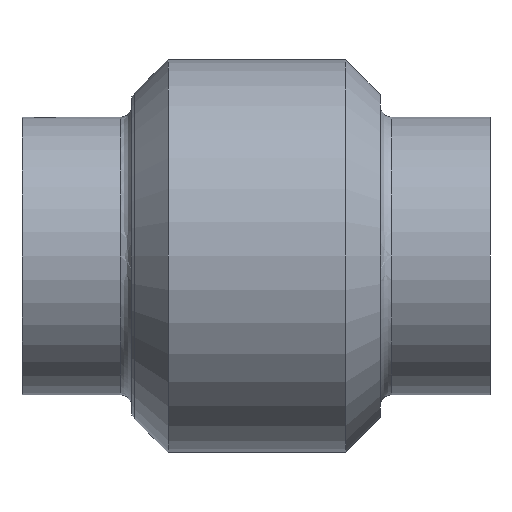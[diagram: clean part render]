
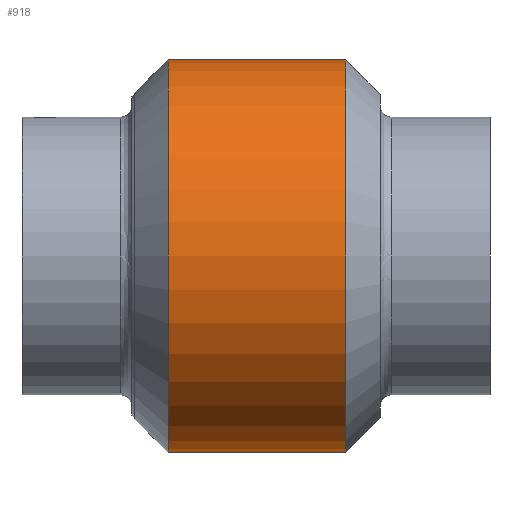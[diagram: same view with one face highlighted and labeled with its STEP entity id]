
A CAD part, front view. The second image highlights one B-rep face of the part: STEP entity #918.
In plain terms, the highlighted cylindrical face has radius 53.975 mm (diameter 107.95 mm), a full revolution.
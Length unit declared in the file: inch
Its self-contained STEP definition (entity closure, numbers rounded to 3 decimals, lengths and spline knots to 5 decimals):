
#613=CARTESIAN_POINT('',(14.9359,9.73587,0.0));
#614=VERTEX_POINT('',#613);
#615=CARTESIAN_POINT('',(14.2609,9.73587,0.0));
#616=VERTEX_POINT('',#615);
#617=CARTESIAN_POINT('',(14.9359,9.73587,0.));
#618=CARTESIAN_POINT('',(14.9359,9.73587,0.04241));
#619=CARTESIAN_POINT('',(14.92738,9.73447,0.08759));
#620=CARTESIAN_POINT('',(14.89284,9.72942,0.17058));
#621=CARTESIAN_POINT('',(14.86683,9.72584,0.2084));
#622=CARTESIAN_POINT('',(14.80693,9.71911,0.26806));
#623=CARTESIAN_POINT('',(14.76904,9.71552,0.29391));
#624=CARTESIAN_POINT('',(14.68597,9.71044,0.32821));
#625=CARTESIAN_POINT('',(14.64079,9.70903,0.33666));
#626=CARTESIAN_POINT('',(14.55601,9.70903,0.33666));
#627=CARTESIAN_POINT('',(14.51083,9.71044,0.32821));
#628=CARTESIAN_POINT('',(14.42777,9.71552,0.29391));
#629=CARTESIAN_POINT('',(14.38987,9.71911,0.26806));
#630=CARTESIAN_POINT('',(14.32998,9.72584,0.2084));
#631=CARTESIAN_POINT('',(14.30397,9.72942,0.17058));
#632=CARTESIAN_POINT('',(14.26943,9.73447,0.08759));
#633=CARTESIAN_POINT('',(14.2609,9.73587,0.04241));
#634=CARTESIAN_POINT('',(14.2609,9.73587,0.0));
#635=B_SPLINE_CURVE_WITH_KNOTS('',3,(#617,#618,#619,#620,#621,#622,#623,#624,#625,#626,#627,#628,#629,#630,#631,#632,#633,#634),.UNSPECIFIED.,.F.,.U.,(4,2,2,2,2,2,2,2,4),(0.50882,0.63606,0.7633,0.89047,1.01764,1.14481,1.27198,1.39922,1.52646),.UNSPECIFIED.);
#636=EDGE_CURVE('',#614,#616,#635,.T.);
#638=CARTESIAN_POINT('',(14.2609,9.73587,0.));
#639=CARTESIAN_POINT('',(14.2609,9.73587,-0.04241));
#640=CARTESIAN_POINT('',(14.26943,9.73447,-0.08759));
#641=CARTESIAN_POINT('',(14.30397,9.72942,-0.17058));
#642=CARTESIAN_POINT('',(14.32998,9.72584,-0.2084));
#643=CARTESIAN_POINT('',(14.38987,9.71911,-0.26806));
#644=CARTESIAN_POINT('',(14.42777,9.71552,-0.29391));
#645=CARTESIAN_POINT('',(14.51083,9.71044,-0.32821));
#646=CARTESIAN_POINT('',(14.55601,9.70903,-0.33666));
#647=CARTESIAN_POINT('',(14.5984,9.70903,-0.33666));
#648=CARTESIAN_POINT('',(14.64079,9.70903,-0.33666));
#649=CARTESIAN_POINT('',(14.68597,9.71044,-0.32821));
#650=CARTESIAN_POINT('',(14.76904,9.71552,-0.29391));
#651=CARTESIAN_POINT('',(14.80693,9.71911,-0.26806));
#652=CARTESIAN_POINT('',(14.86683,9.72584,-0.2084));
#653=CARTESIAN_POINT('',(14.89284,9.72942,-0.17058));
#654=CARTESIAN_POINT('',(14.92738,9.73447,-0.08759));
#655=CARTESIAN_POINT('',(14.9359,9.73587,-0.04241));
#656=CARTESIAN_POINT('',(14.9359,9.73587,0.));
#657=B_SPLINE_CURVE_WITH_KNOTS('',3,(#638,#639,#640,#641,#642,#643,#644,#645,#646,#647,#648,#649,#650,#651,#652,#653,#654,#655,#656),.UNSPECIFIED.,.F.,.U.,(4,2,2,2,3,2,2,2,4),(1.52646,1.6537,1.78094,1.9081,2.03527,2.16244,2.28961,2.41685,2.54409),.UNSPECIFIED.);
#658=EDGE_CURVE('',#616,#614,#657,.T.);
#880=CARTESIAN_POINT('',(15.3634,9.73587,0.0));
#881=VERTEX_POINT('',#880);
#882=CARTESIAN_POINT('',(15.3634,7.61087,0.0));
#883=DIRECTION('',(-1.0,0.0,0.0));
#884=DIRECTION('',(0.0,1.0,0.0));
#885=AXIS2_PLACEMENT_3D('',#882,#883,#884);
#886=CIRCLE('',#885,2.125);
#887=EDGE_CURVE('',#881,#881,#886,.T.);
#895=CARTESIAN_POINT('',(14.40465,7.61087,0.0));
#896=DIRECTION('',(-1.0,0.0,0.0));
#897=DIRECTION('',(0.0,1.0,0.0));
#898=AXIS2_PLACEMENT_3D('',#895,#896,#897);
#899=CYLINDRICAL_SURFACE('',#898,2.125);
#900=CARTESIAN_POINT('',(13.4459,9.73587,0.0));
#901=VERTEX_POINT('',#900);
#902=CARTESIAN_POINT('',(13.4459,7.61087,0.0));
#903=DIRECTION('',(-1.0,0.0,0.0));
#904=DIRECTION('',(0.0,1.0,0.0));
#905=AXIS2_PLACEMENT_3D('',#902,#903,#904);
#906=CIRCLE('',#905,2.125);
#907=EDGE_CURVE('',#901,#901,#906,.T.);
#908=ORIENTED_EDGE('',*,*,#907,.F.);
#909=EDGE_LOOP('',(#908));
#910=FACE_OUTER_BOUND('',#909,.T.);
#911=ORIENTED_EDGE('',*,*,#636,.T.);
#912=ORIENTED_EDGE('',*,*,#658,.T.);
#913=EDGE_LOOP('',(#911,#912));
#914=FACE_BOUND('',#913,.T.);
#915=ORIENTED_EDGE('',*,*,#887,.T.);
#916=EDGE_LOOP('',(#915));
#917=FACE_BOUND('',#916,.T.);
#918=ADVANCED_FACE('',(#910,#914,#917),#899,.T.);
